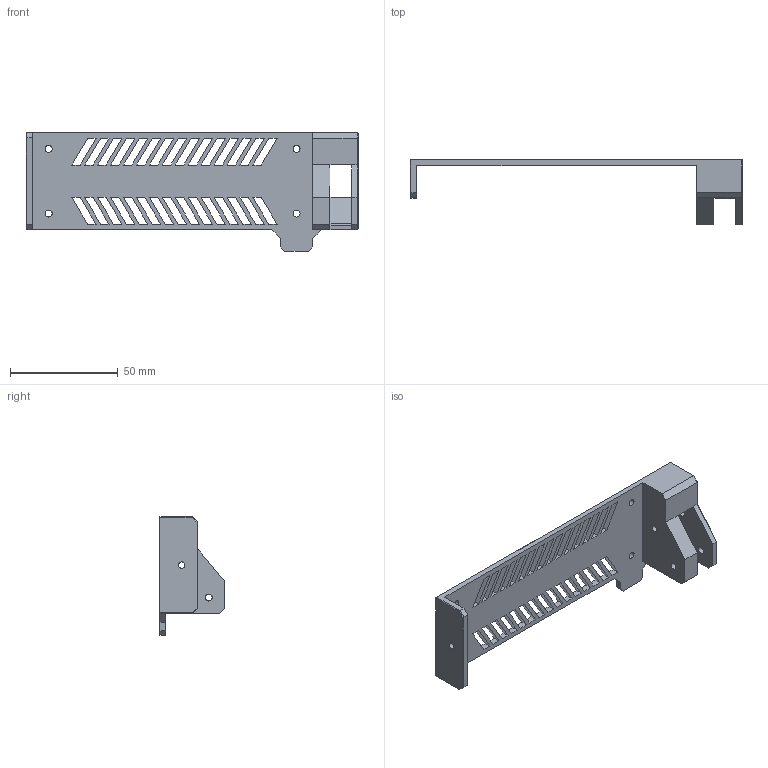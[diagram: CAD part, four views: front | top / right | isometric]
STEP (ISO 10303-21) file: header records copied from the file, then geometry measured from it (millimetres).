
FILE_DESCRIPTION(/* description */ ('STEP AP242','CAx-IF Rec.Pracs.---Representation and Presentation of Product Manufacturing Information (PMI)---4.0---2014-10-13','CAx-IF Rec.Pracs.---3D Tessellated Geometry---0.4---2014-09-14','2;1'),/* implementation_level */ '2;1');
FILE_NAME(/* name */ '684b1a594efac255d20699b0',/* time_stamp */ '2025-06-12T18:20:10Z',/* author */ (''),/* organization */ (''),/* preprocessor_version */ 'ST-DEVELOPER v20',/* originating_system */ 'ONSHAPE BY PTC INC, 1.199',/* authorisation */ ' ');
FILE_SCHEMA (('AP242_MANAGED_MODEL_BASED_3D_ENGINEERING_MIM_LF { 1 0 10303 442 1 1 4 }'));
Length unit declared in the file: metre
Products named in the file (1): Forge Nameplate v3
Bounding box: 154 x 30.5 x 55 mm (x, y, z)
Volume: 31963.3 mm3; surface area: 21698.4 mm2
Topology: 1 solids, 1 shells, 383 faces, 1101 edges, 729 vertices
Faces by surface type: plane 252, bspline 111, cylinder 20
Full cylindrical faces by diameter (mm): 3 x1, 3.2 x8
Entity records: 13376 total; most frequent: CARTESIAN_POINT 3988, ORIENTED_EDGE 2180, DIRECTION 1436, EDGE_CURVE 1090, LINE 810, VECTOR 810, VERTEX_POINT 727, EDGE_LOOP 481
